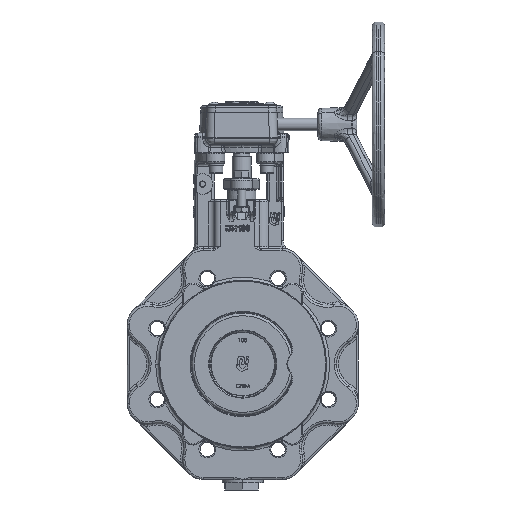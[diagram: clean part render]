
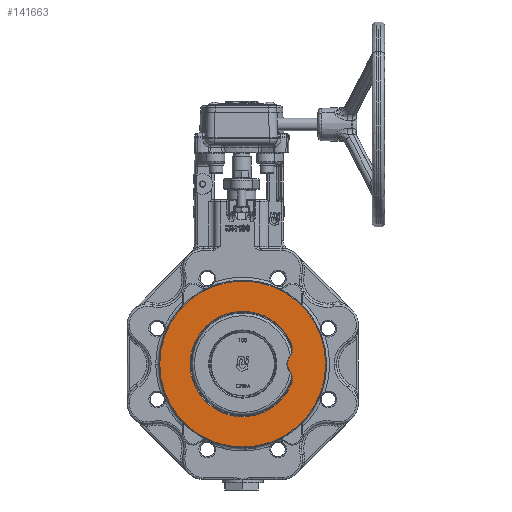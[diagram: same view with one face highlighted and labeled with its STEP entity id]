
A CAD part, front view. The second image highlights one B-rep face of the part: STEP entity #141663.
In plain terms, the highlighted planar face has unit normal (0, -1, 0).
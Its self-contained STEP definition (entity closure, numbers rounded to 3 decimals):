
#141565=CARTESIAN_POINT('',(0.,-28.,37.967));
#141566=DIRECTION('',(0.,1.,-0.));
#141567=DIRECTION('',(0.,0.,1.));
#141568=AXIS2_PLACEMENT_3D('',#141565,#141566,#141567);
#141569=PLANE('',#141568);
#141570=CARTESIAN_POINT('',(-0.,-28.,80.707));
#141571=VERTEX_POINT('',#141570);
#141572=CARTESIAN_POINT('',(0.,-28.,0.));
#141573=DIRECTION('',(-0.,-1.,0.));
#141574=DIRECTION('',(0.,0.,1.));
#141575=AXIS2_PLACEMENT_3D('',#141572,#141573,#141574);
#141576=CIRCLE('',#141575,80.707);
#141577=EDGE_CURVE('',#141571,#141571,#141576,.T.);
#141578=ORIENTED_EDGE('',*,*,#141577,.T.);
#141579=EDGE_LOOP('',(#141578));
#141580=FACE_BOUND('',#141579,.T.);
#141581=CARTESIAN_POINT('',(45.915,-28.,-6.753));
#141582=VERTEX_POINT('',#141581);
#141583=CARTESIAN_POINT('',(47.51,-28.,-19.034));
#141584=VERTEX_POINT('',#141583);
#141585=CARTESIAN_POINT('',(45.915,-28.,-6.753));
#141586=CARTESIAN_POINT('',(46.885,-28.,-8.035));
#141587=CARTESIAN_POINT('',(47.498,-28.,-9.566));
#141588=CARTESIAN_POINT('',(48.098,-28.,-11.066));
#141589=CARTESIAN_POINT('',(48.309,-28.,-12.687));
#141590=CARTESIAN_POINT('',(48.519,-28.,-14.307));
#141591=CARTESIAN_POINT('',(48.321,-28.,-15.911));
#141592=CARTESIAN_POINT('',(48.12,-28.,-17.547));
#141593=CARTESIAN_POINT('',(47.51,-28.,-19.034));
#141594=B_SPLINE_CURVE_WITH_KNOTS('',2,(#141585,#141586,#141587,#141588,#141589,#141590,#141591,#141592,#141593),.UNSPECIFIED.,.F.,.F.,(3,2,2,2,3),(0.,0.25,0.5,0.75,1.),.UNSPECIFIED.);
#141595=EDGE_CURVE('',#141582,#141584,#141594,.T.);
#141596=ORIENTED_EDGE('',*,*,#141595,.T.);
#141597=CARTESIAN_POINT('',(47.51,-28.,19.034));
#141598=VERTEX_POINT('',#141597);
#141599=CARTESIAN_POINT('',(47.51,-28.,-19.034));
#141600=CARTESIAN_POINT('',(44.174,-28.,-27.335));
#141601=CARTESIAN_POINT('',(38.27,-28.,-33.983));
#141602=CARTESIAN_POINT('',(32.348,-28.,-40.652));
#141603=CARTESIAN_POINT('',(24.519,-28.,-44.925));
#141604=CARTESIAN_POINT('',(16.689,-28.,-49.199));
#141605=CARTESIAN_POINT('',(7.877,-28.,-50.571));
#141606=CARTESIAN_POINT('',(-0.939,-28.,-51.943));
#141607=CARTESIAN_POINT('',(-9.693,-28.,-50.254));
#141608=CARTESIAN_POINT('',(-18.455,-28.,-48.564));
#141609=CARTESIAN_POINT('',(-26.12,-28.,-44.014));
#141610=CARTESIAN_POINT('',(-33.797,-28.,-39.456));
#141611=CARTESIAN_POINT('',(-39.467,-28.,-32.585));
#141612=CARTESIAN_POINT('',(-45.151,-28.,-25.698));
#141613=CARTESIAN_POINT('',(-48.162,-28.,-17.316));
#141614=CARTESIAN_POINT('',(-51.181,-28.,-8.912));
#141615=CARTESIAN_POINT('',(-51.18,-28.,-0.006));
#141616=CARTESIAN_POINT('',(-51.18,-28.,8.926));
#141617=CARTESIAN_POINT('',(-48.167,-28.,17.304));
#141618=CARTESIAN_POINT('',(-45.143,-28.,25.712));
#141619=CARTESIAN_POINT('',(-39.476,-28.,32.574));
#141620=CARTESIAN_POINT('',(-33.786,-28.,39.464));
#141621=CARTESIAN_POINT('',(-26.135,-28.,44.005));
#141622=CARTESIAN_POINT('',(-18.451,-28.,48.564));
#141623=CARTESIAN_POINT('',(-9.713,-28.,50.25));
#141624=CARTESIAN_POINT('',(-0.94,-28.,51.943));
#141625=CARTESIAN_POINT('',(7.852,-28.,50.574));
#141626=CARTESIAN_POINT('',(16.682,-28.,49.2));
#141627=CARTESIAN_POINT('',(24.493,-28.,44.939));
#141628=CARTESIAN_POINT('',(32.332,-28.,40.663));
#141629=CARTESIAN_POINT('',(38.247,-28.,34.009));
#141630=CARTESIAN_POINT('',(44.19,-28.,27.323));
#141631=CARTESIAN_POINT('',(47.51,-28.,19.034));
#141632=B_SPLINE_CURVE_WITH_KNOTS('',2,(#141599,#141600,#141601,#141602,#141603,#141604,#141605,#141606,#141607,#141608,#141609,#141610,#141611,#141612,#141613,#141614,#141615,#141616,#141617,#141618,#141619,#141620,#141621,#141622,#141623,#141624,
#141625,#141626,#141627,#141628,#141629,#141630,#141631),.UNSPECIFIED.,.F.,.F.,(3,2,2,2,2,2,2,2,2,2,2,2,2,2,2,2,3),(0.,0.063,0.125,0.188,0.25,0.313,0.375,0.438,0.5,0.563,0.625,0.688,0.75,0.813,0.875,0.938,1.),.UNSPECIFIED.);
#141633=EDGE_CURVE('',#141584,#141598,#141632,.T.);
#141634=ORIENTED_EDGE('',*,*,#141633,.T.);
#141635=CARTESIAN_POINT('',(45.915,-28.,6.753));
#141636=VERTEX_POINT('',#141635);
#141637=CARTESIAN_POINT('',(47.51,-28.,19.034));
#141638=CARTESIAN_POINT('',(48.12,-28.,17.547));
#141639=CARTESIAN_POINT('',(48.321,-28.,15.91));
#141640=CARTESIAN_POINT('',(48.519,-28.,14.307));
#141641=CARTESIAN_POINT('',(48.308,-28.,12.685));
#141642=CARTESIAN_POINT('',(48.098,-28.,11.065));
#141643=CARTESIAN_POINT('',(47.497,-28.,9.564));
#141644=CARTESIAN_POINT('',(46.885,-28.,8.035));
#141645=CARTESIAN_POINT('',(45.915,-28.,6.753));
#141646=B_SPLINE_CURVE_WITH_KNOTS('',2,(#141637,#141638,#141639,#141640,#141641,#141642,#141643,#141644,#141645),.UNSPECIFIED.,.F.,.F.,(3,2,2,2,3),(0.,0.25,0.5,0.75,1.),.UNSPECIFIED.);
#141647=EDGE_CURVE('',#141598,#141636,#141646,.T.);
#141648=ORIENTED_EDGE('',*,*,#141647,.T.);
#141649=CARTESIAN_POINT('',(45.915,-28.,6.753));
#141650=CARTESIAN_POINT('',(44.835,-28.,5.308));
#141651=CARTESIAN_POINT('',(44.257,-28.,3.561));
#141652=CARTESIAN_POINT('',(43.682,-28.,1.821));
#141653=CARTESIAN_POINT('',(43.681,-28.,0.008));
#141654=CARTESIAN_POINT('',(43.679,-28.,-1.805));
#141655=CARTESIAN_POINT('',(44.254,-28.,-3.547));
#141656=CARTESIAN_POINT('',(44.83,-28.,-5.296));
#141657=CARTESIAN_POINT('',(45.915,-28.,-6.753));
#141658=B_SPLINE_CURVE_WITH_KNOTS('',2,(#141649,#141650,#141651,#141652,#141653,#141654,#141655,#141656,#141657),.UNSPECIFIED.,.F.,.F.,(3,2,2,2,3),(0.,0.25,0.5,0.75,1.),.UNSPECIFIED.);
#141659=EDGE_CURVE('',#141636,#141582,#141658,.T.);
#141660=ORIENTED_EDGE('',*,*,#141659,.T.);
#141661=EDGE_LOOP('',(#141596,#141634,#141648,#141660));
#141662=FACE_BOUND('',#141661,.T.);
#141663=ADVANCED_FACE('',(#141580,#141662),#141569,.F.);
